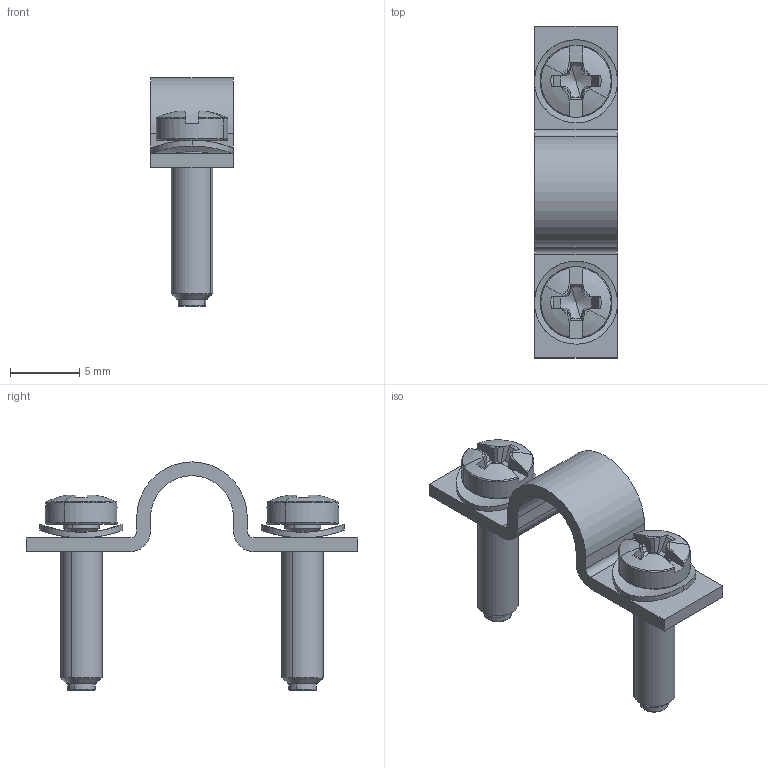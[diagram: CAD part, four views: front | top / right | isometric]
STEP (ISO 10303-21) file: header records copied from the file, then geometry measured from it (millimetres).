
FILE_DESCRIPTION(('CATIA V5 STEP Exchange','CAx-IF Rec.Pracs.--- Model Styling and Organization---1.4--- 2014-01-23'),'2;1');
FILE_NAME ('026252-1_1', '2019-06-24T10:26:13+00:00', ('none'), ('Weidmueller'), 'CATIA Version 5-6 Release 2016 SP3 HF44', 'CATIA V5 STEP AP214', 'none');
FILE_SCHEMA(('AUTOMOTIVE_DESIGN { 1 0 10303 214 1 1 1 1 }'));
Length unit declared in the file: millimetre
Products named in the file (1): 1912210000
Bounding box: 6 x 24 x 16.5 mm (x, y, z)
Volume: 405.5 mm3; surface area: 918.2 mm2
Topology: 5 solids, 5 shells, 228 faces, 592 edges, 374 vertices
Faces by surface type: plane 114, cylinder 58, torus 32, cone 16, sphere 8
Entity records: 6807 total; most frequent: CARTESIAN_POINT 1878, ORIENTED_EDGE 1176, DIRECTION 727, EDGE_CURVE 588, VERTEX_POINT 374, AXIS2_PLACEMENT_3D 308, VECTOR 284, LINE 284
